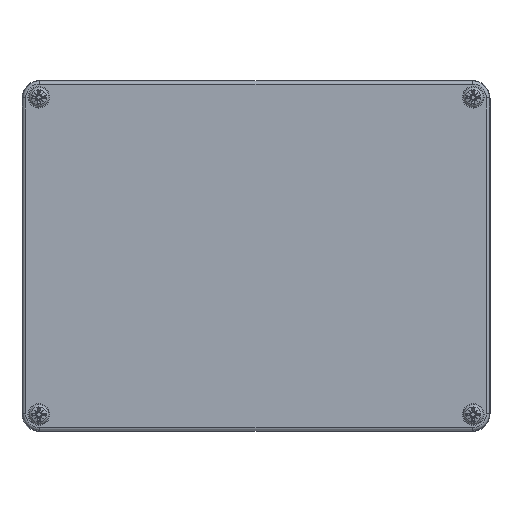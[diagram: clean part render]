
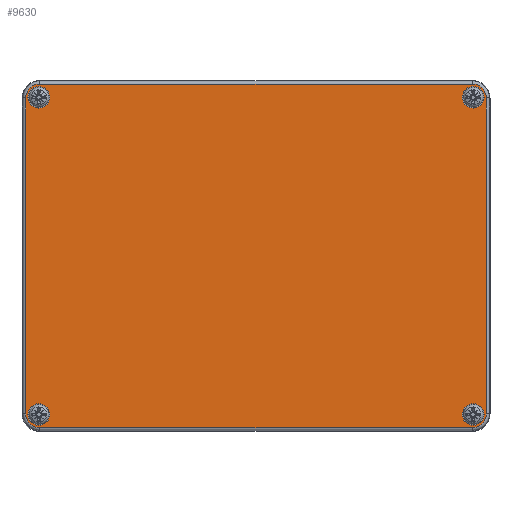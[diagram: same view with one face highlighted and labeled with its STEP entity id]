
A CAD part, top view. The second image highlights one B-rep face of the part: STEP entity #9630.
In plain terms, the highlighted face is planar.
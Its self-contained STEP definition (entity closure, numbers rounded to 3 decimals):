
#9090=CARTESIAN_POINT('',(70.55,-54.25,-15.5));
#9091=VERTEX_POINT('',#9090);
#9092=CARTESIAN_POINT('',(74.25,-54.25,-15.5));
#9093=DIRECTION('',(0.0,0.0,1.0));
#9094=DIRECTION('',(1.0,0.0,0.0));
#9095=AXIS2_PLACEMENT_3D('',#9092,#9093,#9094);
#9096=CIRCLE('',#9095,3.7);
#9097=EDGE_CURVE('',#9091,#9091,#9096,.T.);
#9130=CARTESIAN_POINT('',(70.55,54.25,-15.5));
#9131=VERTEX_POINT('',#9130);
#9132=CARTESIAN_POINT('',(74.25,54.25,-15.5));
#9133=DIRECTION('',(0.0,0.0,1.0));
#9134=DIRECTION('',(1.0,0.0,0.0));
#9135=AXIS2_PLACEMENT_3D('',#9132,#9133,#9134);
#9136=CIRCLE('',#9135,3.7);
#9137=EDGE_CURVE('',#9131,#9131,#9136,.T.);
#9170=CARTESIAN_POINT('',(-77.95,54.25,-15.5));
#9171=VERTEX_POINT('',#9170);
#9172=CARTESIAN_POINT('',(-74.25,54.25,-15.5));
#9173=DIRECTION('',(0.0,0.0,1.0));
#9174=DIRECTION('',(1.0,0.0,0.0));
#9175=AXIS2_PLACEMENT_3D('',#9172,#9173,#9174);
#9176=CIRCLE('',#9175,3.7);
#9177=EDGE_CURVE('',#9171,#9171,#9176,.T.);
#9210=CARTESIAN_POINT('',(-77.95,-54.25,-15.5));
#9211=VERTEX_POINT('',#9210);
#9212=CARTESIAN_POINT('',(-74.25,-54.25,-15.5));
#9213=DIRECTION('',(0.0,0.0,1.0));
#9214=DIRECTION('',(1.0,0.0,0.0));
#9215=AXIS2_PLACEMENT_3D('',#9212,#9213,#9214);
#9216=CIRCLE('',#9215,3.7);
#9217=EDGE_CURVE('',#9211,#9211,#9216,.T.);
#9241=CARTESIAN_POINT('',(74.,-58.747,-15.5));
#9242=VERTEX_POINT('',#9241);
#9250=CARTESIAN_POINT('',(78.747,-54.0,-15.5));
#9251=VERTEX_POINT('',#9250);
#9252=CARTESIAN_POINT('',(74.,-54.0,-15.5));
#9253=DIRECTION('',(0.0,0.0,1.0));
#9254=DIRECTION('',(0.707,-0.707,0.0));
#9255=AXIS2_PLACEMENT_3D('',#9252,#9253,#9254);
#9256=CIRCLE('',#9255,4.747);
#9257=EDGE_CURVE('',#9242,#9251,#9256,.T.);
#9285=CARTESIAN_POINT('',(-74.,-58.747,-15.5));
#9286=VERTEX_POINT('',#9285);
#9294=CARTESIAN_POINT('',(-74.,-58.747,-15.5));
#9295=DIRECTION('',(1.0,0.0,0.0));
#9296=VECTOR('',#9295,148.);
#9297=LINE('',#9294,#9296);
#9298=EDGE_CURVE('',#9286,#9242,#9297,.T.);
#9315=CARTESIAN_POINT('',(78.747,54.,-15.5));
#9316=VERTEX_POINT('',#9315);
#9333=CARTESIAN_POINT('',(78.747,-54.0,-15.5));
#9334=DIRECTION('',(0.0,1.0,0.0));
#9335=VECTOR('',#9334,108.);
#9336=LINE('',#9333,#9335);
#9337=EDGE_CURVE('',#9251,#9316,#9336,.T.);
#9349=CARTESIAN_POINT('',(-78.747,-54.0,-15.5));
#9350=VERTEX_POINT('',#9349);
#9358=CARTESIAN_POINT('',(-74.,-54.0,-15.5));
#9359=DIRECTION('',(0.0,0.0,1.0));
#9360=DIRECTION('',(-0.707,-0.707,0.0));
#9361=AXIS2_PLACEMENT_3D('',#9358,#9359,#9360);
#9362=CIRCLE('',#9361,4.747);
#9363=EDGE_CURVE('',#9350,#9286,#9362,.T.);
#9381=CARTESIAN_POINT('',(74.,58.747,-15.5));
#9382=VERTEX_POINT('',#9381);
#9400=CARTESIAN_POINT('',(74.,54.0,-15.5));
#9401=DIRECTION('',(0.0,0.0,1.0));
#9402=DIRECTION('',(0.707,0.707,0.0));
#9403=AXIS2_PLACEMENT_3D('',#9400,#9401,#9402);
#9404=CIRCLE('',#9403,4.747);
#9405=EDGE_CURVE('',#9316,#9382,#9404,.T.);
#9417=CARTESIAN_POINT('',(-78.747,54.0,-15.5));
#9418=VERTEX_POINT('',#9417);
#9426=CARTESIAN_POINT('',(-78.747,54.0,-15.5));
#9427=DIRECTION('',(0.0,-1.0,0.0));
#9428=VECTOR('',#9427,108.);
#9429=LINE('',#9426,#9428);
#9430=EDGE_CURVE('',#9418,#9350,#9429,.T.);
#9447=CARTESIAN_POINT('',(-74.,58.747,-15.5));
#9448=VERTEX_POINT('',#9447);
#9465=CARTESIAN_POINT('',(74.,58.747,-15.5));
#9466=DIRECTION('',(-1.0,0.0,0.0));
#9467=VECTOR('',#9466,148.);
#9468=LINE('',#9465,#9467);
#9469=EDGE_CURVE('',#9382,#9448,#9468,.T.);
#9488=CARTESIAN_POINT('',(-74.,54.0,-15.5));
#9489=DIRECTION('',(0.0,0.0,1.0));
#9490=DIRECTION('',(-0.707,0.707,0.0));
#9491=AXIS2_PLACEMENT_3D('',#9488,#9489,#9490);
#9492=CIRCLE('',#9491,4.747);
#9493=EDGE_CURVE('',#9448,#9418,#9492,.T.);
#9603=CARTESIAN_POINT('',(0.,0.,-15.5));
#9604=DIRECTION('',(0.0,0.0,1.0));
#9605=DIRECTION('',(1.0,0.0,0.0));
#9606=AXIS2_PLACEMENT_3D('',#9603,#9604,#9605);
#9607=PLANE('',#9606);
#9608=ORIENTED_EDGE('',*,*,#9257,.F.);
#9609=ORIENTED_EDGE('',*,*,#9298,.F.);
#9610=ORIENTED_EDGE('',*,*,#9363,.F.);
#9611=ORIENTED_EDGE('',*,*,#9430,.F.);
#9612=ORIENTED_EDGE('',*,*,#9493,.F.);
#9613=ORIENTED_EDGE('',*,*,#9469,.F.);
#9614=ORIENTED_EDGE('',*,*,#9405,.F.);
#9615=ORIENTED_EDGE('',*,*,#9337,.F.);
#9616=EDGE_LOOP('',(#9608,#9609,#9610,#9611,#9612,#9613,#9614,#9615));
#9617=FACE_OUTER_BOUND('',#9616,.T.);
#9618=ORIENTED_EDGE('',*,*,#9097,.T.);
#9619=EDGE_LOOP('',(#9618));
#9620=FACE_BOUND('',#9619,.T.);
#9621=ORIENTED_EDGE('',*,*,#9137,.T.);
#9622=EDGE_LOOP('',(#9621));
#9623=FACE_BOUND('',#9622,.T.);
#9624=ORIENTED_EDGE('',*,*,#9177,.T.);
#9625=EDGE_LOOP('',(#9624));
#9626=FACE_BOUND('',#9625,.T.);
#9627=ORIENTED_EDGE('',*,*,#9217,.T.);
#9628=EDGE_LOOP('',(#9627));
#9629=FACE_BOUND('',#9628,.T.);
#9630=ADVANCED_FACE('',(#9617,#9620,#9623,#9626,#9629),#9607,.F.);
